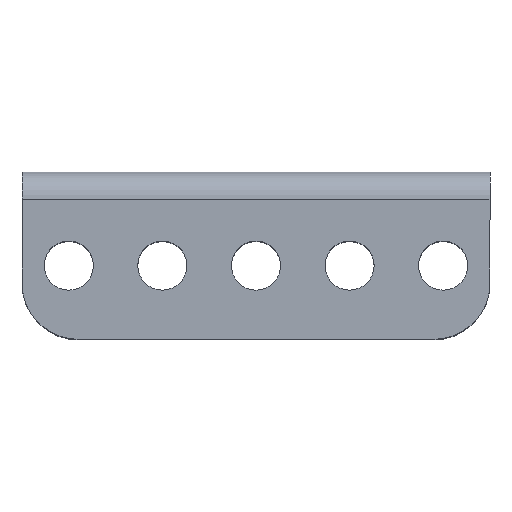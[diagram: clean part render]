
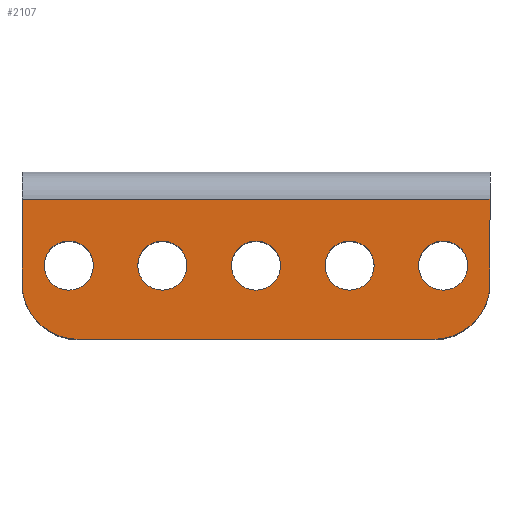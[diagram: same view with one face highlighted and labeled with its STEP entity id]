
A CAD part, top view. The second image highlights one B-rep face of the part: STEP entity #2107.
In plain terms, the highlighted planar face has unit normal (0, 0, 1).
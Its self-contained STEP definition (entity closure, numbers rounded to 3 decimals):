
#20 = DIRECTION ( 'NONE',  ( 1., 0., 0. ) ) ;
#76 = CARTESIAN_POINT ( 'NONE',  ( -0.8, -9.5, 3.2 ) ) ;
#90 = DIRECTION ( 'NONE',  ( 0., -1., 0. ) ) ;
#99 = EDGE_LOOP ( 'NONE', ( #1051, #2283 ) ) ;
#114 = FACE_BOUND ( 'NONE', #2376, .T. ) ;
#127 = DIRECTION ( 'NONE',  ( 0., 0., -1. ) ) ;
#132 = AXIS2_PLACEMENT_3D ( 'NONE', #1267, #127, #1656 ) ;
#172 = DIRECTION ( 'NONE',  ( 0., 0., -1. ) ) ;
#235 = ORIENTED_EDGE ( 'NONE', *, *, #950, .T. ) ;
#248 = AXIS2_PLACEMENT_3D ( 'NONE', #1968, #438, #1050 ) ;
#298 = CARTESIAN_POINT ( 'NONE',  ( -0.8, -12.8, 3.2 ) ) ;
#305 = CARTESIAN_POINT ( 'NONE',  ( -36.8, -8., 3.2 ) ) ;
#306 = VERTEX_POINT ( 'NONE', #76 ) ;
#309 = DIRECTION ( 'NONE',  ( 0., 1., 0. ) ) ;
#330 = CIRCLE ( 'NONE', #978, 4.8 ) ;
#337 = EDGE_CURVE ( 'NONE', #2024, #2410, #670, .T. ) ;
#341 = VERTEX_POINT ( 'NONE', #686 ) ;
#369 = VECTOR ( 'NONE', #1484, 1000. ) ;
#370 = CIRCLE ( 'NONE', #569, 2.1 ) ;
#389 = DIRECTION ( 'NONE',  ( -1., 0., 0. ) ) ;
#406 = AXIS2_PLACEMENT_3D ( 'NONE', #1745, #775, #1925 ) ;
#410 = DIRECTION ( 'NONE',  ( 0., 0., -1. ) ) ;
#414 = CARTESIAN_POINT ( 'NONE',  ( -5.6, -9.5, 3.2 ) ) ;
#433 = CARTESIAN_POINT ( 'NONE',  ( -35.995, -9.5, 3.2 ) ) ;
#435 = CARTESIAN_POINT ( 'NONE',  ( -75.2, -1.6, 3.2 ) ) ;
#437 = EDGE_CURVE ( 'NONE', #846, #691, #1209, .T. ) ;
#438 = DIRECTION ( 'NONE',  ( 0., 0., -1. ) ) ;
#458 = PLANE ( 'NONE',  #777 ) ;
#462 = DIRECTION ( 'NONE',  ( 1., 0., 0. ) ) ;
#466 = EDGE_CURVE ( 'NONE', #1718, #2251, #370, .T. ) ;
#546 = DIRECTION ( 'NONE',  ( 1., 0., 0. ) ) ;
#552 = AXIS2_PLACEMENT_3D ( 'NONE', #1889, #172, #940 ) ;
#569 = AXIS2_PLACEMENT_3D ( 'NONE', #305, #2203, #462 ) ;
#593 = DIRECTION ( 'NONE',  ( 1., 0., 0. ) ) ;
#623 = CARTESIAN_POINT ( 'NONE',  ( -75.2, -14.3, 3.2 ) ) ;
#625 = CIRCLE ( 'NONE', #1264, 2.1 ) ;
#670 = LINE ( 'NONE', #1979, #2407 ) ;
#686 = CARTESIAN_POINT ( 'NONE',  ( -30.9, -8., 3.2 ) ) ;
#691 = VERTEX_POINT ( 'NONE', #1339 ) ;
#732 = DIRECTION ( 'NONE',  ( 0., 0., -1. ) ) ;
#775 = DIRECTION ( 'NONE',  ( 0., 0., -1. ) ) ;
#777 = AXIS2_PLACEMENT_3D ( 'NONE', #435, #1076, #1021 ) ;
#779 = CARTESIAN_POINT ( 'NONE',  ( -20.8, -8., 3.2 ) ) ;
#787 = CARTESIAN_POINT ( 'NONE',  ( -22.9, -8., 3.2 ) ) ;
#793 = ORIENTED_EDGE ( 'NONE', *, *, #1206, .T. ) ;
#798 = ORIENTED_EDGE ( 'NONE', *, *, #466, .T. ) ;
#816 = CARTESIAN_POINT ( 'NONE',  ( -26.7, -8., 3.2 ) ) ;
#832 = ORIENTED_EDGE ( 'NONE', *, *, #918, .T. ) ;
#836 = AXIS2_PLACEMENT_3D ( 'NONE', #1939, #1014, #20 ) ;
#846 = VERTEX_POINT ( 'NONE', #1009 ) ;
#874 = AXIS2_PLACEMENT_3D ( 'NONE', #2411, #732, #546 ) ;
#909 = CARTESIAN_POINT ( 'NONE',  ( -75.2, -2.337, 3.2 ) ) ;
#918 = EDGE_CURVE ( 'NONE', #2410, #2183, #1348, .T. ) ;
#938 = CIRCLE ( 'NONE', #406, 2.1 ) ;
#940 = DIRECTION ( 'NONE',  ( 1., 0., 0. ) ) ;
#944 = LINE ( 'NONE', #909, #369 ) ;
#950 = EDGE_CURVE ( 'NONE', #2366, #1184, #1950, .T. ) ;
#958 = CIRCLE ( 'NONE', #1085, 2.1 ) ;
#960 = ORIENTED_EDGE ( 'NONE', *, *, #1600, .T. ) ;
#978 = AXIS2_PLACEMENT_3D ( 'NONE', #414, #2287, #389 ) ;
#990 = DIRECTION ( 'NONE',  ( 1., 0., 0. ) ) ;
#1009 = CARTESIAN_POINT ( 'NONE',  ( -6.9, -8., 3.2 ) ) ;
#1013 = EDGE_LOOP ( 'NONE', ( #793, #235 ) ) ;
#1014 = DIRECTION ( 'NONE',  ( 0., 0., -1. ) ) ;
#1021 = DIRECTION ( 'NONE',  ( 0., -1., 0. ) ) ;
#1033 = FACE_BOUND ( 'NONE', #1500, .T. ) ;
#1044 = ORIENTED_EDGE ( 'NONE', *, *, #337, .T. ) ;
#1050 = DIRECTION ( 'NONE',  ( 1., 0., 0. ) ) ;
#1051 = ORIENTED_EDGE ( 'NONE', *, *, #1666, .T. ) ;
#1074 = DIRECTION ( 'NONE',  ( -1., 0., 0. ) ) ;
#1076 = DIRECTION ( 'NONE',  ( 0., 0., 1. ) ) ;
#1085 = AXIS2_PLACEMENT_3D ( 'NONE', #779, #410, #1151 ) ;
#1089 = CARTESIAN_POINT ( 'NONE',  ( -18.7, -8., 3.2 ) ) ;
#1099 = DIRECTION ( 'NONE',  ( 0., 0., 1. ) ) ;
#1118 = EDGE_CURVE ( 'NONE', #1563, #2198, #958, .T. ) ;
#1151 = DIRECTION ( 'NONE',  ( 1., 0., 0. ) ) ;
#1177 = CARTESIAN_POINT ( 'NONE',  ( -10.7, -8., 3.2 ) ) ;
#1183 = DIRECTION ( 'NONE',  ( 1., 0., 0. ) ) ;
#1184 = VERTEX_POINT ( 'NONE', #1177 ) ;
#1196 = LINE ( 'NONE', #623, #1674 ) ;
#1204 = ORIENTED_EDGE ( 'NONE', *, *, #1854, .F. ) ;
#1206 = EDGE_CURVE ( 'NONE', #1184, #2366, #1913, .T. ) ;
#1209 = CIRCLE ( 'NONE', #248, 2.1 ) ;
#1226 = FACE_BOUND ( 'NONE', #1449, .T. ) ;
#1235 = AXIS2_PLACEMENT_3D ( 'NONE', #2151, #2301, #593 ) ;
#1264 = AXIS2_PLACEMENT_3D ( 'NONE', #1907, #2130, #1183 ) ;
#1267 = CARTESIAN_POINT ( 'NONE',  ( -28.8, -8., 3.2 ) ) ;
#1286 = VERTEX_POINT ( 'NONE', #1964 ) ;
#1339 = CARTESIAN_POINT ( 'NONE',  ( -2.7, -8., 3.2 ) ) ;
#1348 = CIRCLE ( 'NONE', #1906, 4.8 ) ;
#1356 = CIRCLE ( 'NONE', #1235, 2.1 ) ;
#1366 = VERTEX_POINT ( 'NONE', #816 ) ;
#1388 = VERTEX_POINT ( 'NONE', #1842 ) ;
#1449 = EDGE_LOOP ( 'NONE', ( #2077, #960 ) ) ;
#1484 = DIRECTION ( 'NONE',  ( 1., 0., 0. ) ) ;
#1499 = EDGE_CURVE ( 'NONE', #306, #1286, #2026, .T. ) ;
#1500 = EDGE_LOOP ( 'NONE', ( #2343, #1642 ) ) ;
#1541 = CARTESIAN_POINT ( 'NONE',  ( -40.795, -2.337, 3.2 ) ) ;
#1563 = VERTEX_POINT ( 'NONE', #787 ) ;
#1572 = EDGE_CURVE ( 'NONE', #2251, #1718, #1356, .T. ) ;
#1600 = EDGE_CURVE ( 'NONE', #341, #1366, #1636, .T. ) ;
#1636 = CIRCLE ( 'NONE', #836, 2.1 ) ;
#1642 = ORIENTED_EDGE ( 'NONE', *, *, #1118, .T. ) ;
#1652 = EDGE_CURVE ( 'NONE', #2183, #1388, #1196, .T. ) ;
#1656 = DIRECTION ( 'NONE',  ( 1., 0., 0. ) ) ;
#1666 = EDGE_CURVE ( 'NONE', #691, #846, #938, .T. ) ;
#1668 = ORIENTED_EDGE ( 'NONE', *, *, #2058, .T. ) ;
#1674 = VECTOR ( 'NONE', #990, 1000. ) ;
#1718 = VERTEX_POINT ( 'NONE', #2404 ) ;
#1743 = CARTESIAN_POINT ( 'NONE',  ( -14.9, -8., 3.2 ) ) ;
#1745 = CARTESIAN_POINT ( 'NONE',  ( -4.8, -8., 3.2 ) ) ;
#1758 = CARTESIAN_POINT ( 'NONE',  ( -34.7, -8., 3.2 ) ) ;
#1793 = ORIENTED_EDGE ( 'NONE', *, *, #1652, .T. ) ;
#1842 = CARTESIAN_POINT ( 'NONE',  ( -5.6, -14.3, 3.2 ) ) ;
#1854 = EDGE_CURVE ( 'NONE', #2024, #1286, #944, .T. ) ;
#1889 = CARTESIAN_POINT ( 'NONE',  ( -12.8, -8., 3.2 ) ) ;
#1906 = AXIS2_PLACEMENT_3D ( 'NONE', #433, #1099, #1074 ) ;
#1907 = CARTESIAN_POINT ( 'NONE',  ( -20.8, -8., 3.2 ) ) ;
#1913 = CIRCLE ( 'NONE', #552, 2.1 ) ;
#1925 = DIRECTION ( 'NONE',  ( 1., 0., 0. ) ) ;
#1939 = CARTESIAN_POINT ( 'NONE',  ( -28.8, -8., 3.2 ) ) ;
#1950 = CIRCLE ( 'NONE', #874, 2.1 ) ;
#1964 = CARTESIAN_POINT ( 'NONE',  ( -0.8, -2.337, 3.2 ) ) ;
#1968 = CARTESIAN_POINT ( 'NONE',  ( -4.8, -8., 3.2 ) ) ;
#1975 = ORIENTED_EDGE ( 'NONE', *, *, #1499, .T. ) ;
#1979 = CARTESIAN_POINT ( 'NONE',  ( -40.795, -12.8, 3.2 ) ) ;
#1992 = FACE_OUTER_BOUND ( 'NONE', #2046, .T. ) ;
#2005 = CARTESIAN_POINT ( 'NONE',  ( -35.995, -14.3, 3.2 ) ) ;
#2024 = VERTEX_POINT ( 'NONE', #1541 ) ;
#2026 = LINE ( 'NONE', #298, #2067 ) ;
#2046 = EDGE_LOOP ( 'NONE', ( #1044, #832, #1793, #1668, #1975, #1204 ) ) ;
#2058 = EDGE_CURVE ( 'NONE', #1388, #306, #330, .T. ) ;
#2067 = VECTOR ( 'NONE', #309, 1000. ) ;
#2077 = ORIENTED_EDGE ( 'NONE', *, *, #2225, .T. ) ;
#2107 = ADVANCED_FACE ( 'NONE', ( #2385, #2201, #1033, #1226, #114, #1992 ), #458, .T. ) ;
#2130 = DIRECTION ( 'NONE',  ( 0., 0., -1. ) ) ;
#2151 = CARTESIAN_POINT ( 'NONE',  ( -36.8, -8., 3.2 ) ) ;
#2182 = ORIENTED_EDGE ( 'NONE', *, *, #1572, .T. ) ;
#2183 = VERTEX_POINT ( 'NONE', #2005 ) ;
#2198 = VERTEX_POINT ( 'NONE', #1089 ) ;
#2201 = FACE_BOUND ( 'NONE', #1013, .T. ) ;
#2203 = DIRECTION ( 'NONE',  ( 0., 0., -1. ) ) ;
#2225 = EDGE_CURVE ( 'NONE', #1366, #341, #2279, .T. ) ;
#2251 = VERTEX_POINT ( 'NONE', #1758 ) ;
#2279 = CIRCLE ( 'NONE', #132, 2.1 ) ;
#2283 = ORIENTED_EDGE ( 'NONE', *, *, #437, .T. ) ;
#2287 = DIRECTION ( 'NONE',  ( 0., 0., 1. ) ) ;
#2298 = EDGE_CURVE ( 'NONE', #2198, #1563, #625, .T. ) ;
#2301 = DIRECTION ( 'NONE',  ( 0., 0., -1. ) ) ;
#2315 = CARTESIAN_POINT ( 'NONE',  ( -40.795, -9.5, 3.2 ) ) ;
#2343 = ORIENTED_EDGE ( 'NONE', *, *, #2298, .T. ) ;
#2366 = VERTEX_POINT ( 'NONE', #1743 ) ;
#2376 = EDGE_LOOP ( 'NONE', ( #2182, #798 ) ) ;
#2385 = FACE_BOUND ( 'NONE', #99, .T. ) ;
#2404 = CARTESIAN_POINT ( 'NONE',  ( -38.9, -8., 3.2 ) ) ;
#2407 = VECTOR ( 'NONE', #90, 1000. ) ;
#2410 = VERTEX_POINT ( 'NONE', #2315 ) ;
#2411 = CARTESIAN_POINT ( 'NONE',  ( -12.8, -8., 3.2 ) ) ;
